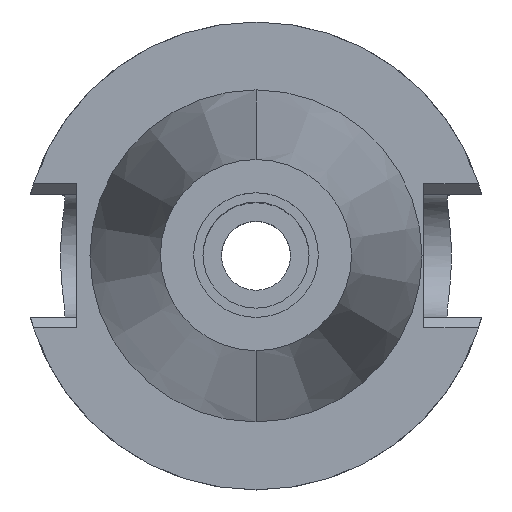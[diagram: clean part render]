
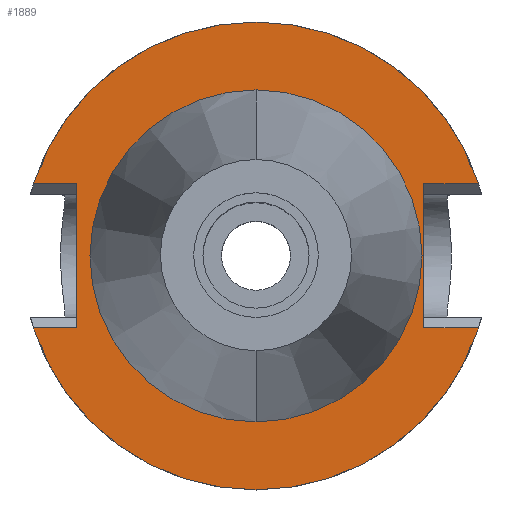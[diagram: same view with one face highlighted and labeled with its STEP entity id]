
A CAD part, top view. The second image highlights one B-rep face of the part: STEP entity #1889.
In plain terms, the highlighted planar face has unit normal (0, 0, 1).
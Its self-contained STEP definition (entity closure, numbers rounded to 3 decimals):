
#94=DIRECTION('',(0.,-1.,0.));
#95=VECTOR('',#94,30.31);
#96=CARTESIAN_POINT('',(35.27,15.155,-1.5));
#97=LINE('',#96,#95);
#101=DIRECTION('',(1.,0.,0.));
#102=VECTOR('',#101,11.551);
#103=CARTESIAN_POINT('',(35.27,-15.155,-1.5));
#104=LINE('',#103,#102);
#108=CARTESIAN_POINT('',(0.,0.,-1.5));
#109=DIRECTION('',(0.,0.,-1.));
#110=DIRECTION('',(0.951,-0.308,0.));
#111=AXIS2_PLACEMENT_3D('',#108,#109,#110);
#116=CARTESIAN_POINT('',(0.,0.,-1.5));
#117=DIRECTION('',(0.,0.,-1.));
#118=DIRECTION('',(0.,-1.,0.));
#119=AXIS2_PLACEMENT_3D('',#116,#117,#118);
#124=DIRECTION('',(0.,1.,0.));
#125=VECTOR('',#124,30.31);
#126=CARTESIAN_POINT('',(-37.68,-15.155,-1.5));
#127=LINE('',#126,#125);
#131=DIRECTION('',(-1.,0.,0.));
#132=VECTOR('',#131,9.141);
#133=CARTESIAN_POINT('',(-37.68,15.155,-1.5));
#134=LINE('',#133,#132);
#138=CARTESIAN_POINT('',(0.,0.,-1.5));
#139=DIRECTION('',(0.,0.,-1.));
#140=DIRECTION('',(-0.951,0.308,0.));
#141=AXIS2_PLACEMENT_3D('',#138,#139,#140);
#146=CARTESIAN_POINT('',(0.,0.,-1.5));
#147=DIRECTION('',(0.,0.,-1.));
#148=DIRECTION('',(0.,1.,0.));
#149=AXIS2_PLACEMENT_3D('',#146,#147,#148);
#154=CARTESIAN_POINT('',(0.,0.,-1.5));
#155=DIRECTION('',(0.,0.,1.));
#156=DIRECTION('',(0.,-1.,0.));
#157=AXIS2_PLACEMENT_3D('',#154,#155,#156);
#162=CARTESIAN_POINT('',(0.,0.,-1.5));
#163=DIRECTION('',(0.,0.,1.));
#164=DIRECTION('',(0.,1.,0.));
#165=AXIS2_PLACEMENT_3D('',#162,#163,#164);
#221=DIRECTION('',(1.,0.,0.));
#222=VECTOR('',#221,11.551);
#223=CARTESIAN_POINT('',(35.27,15.155,-1.5));
#224=LINE('',#223,#222);
#715=DIRECTION('',(-1.,0.,0.));
#716=VECTOR('',#715,9.141);
#717=CARTESIAN_POINT('',(-37.68,-15.155,-1.5));
#718=LINE('',#717,#716);
#1693=CARTESIAN_POINT('',(-37.68,-15.155,-1.5));
#1694=CARTESIAN_POINT('',(-37.68,15.155,-1.5));
#1695=VERTEX_POINT('',#1693);
#1696=VERTEX_POINT('',#1694);
#1703=CARTESIAN_POINT('',(35.27,15.155,-1.5));
#1704=CARTESIAN_POINT('',(35.27,-15.155,-1.5));
#1705=VERTEX_POINT('',#1703);
#1706=VERTEX_POINT('',#1704);
#1707=CARTESIAN_POINT('',(46.821,-15.155,-1.5));
#1708=VERTEX_POINT('',#1707);
#1709=CARTESIAN_POINT('',(0.,-49.213,-1.5));
#1710=CARTESIAN_POINT('',(-46.821,-15.155,-1.5));
#1711=VERTEX_POINT('',#1709);
#1712=VERTEX_POINT('',#1710);
#1713=CARTESIAN_POINT('',(-46.821,15.155,-1.5));
#1714=VERTEX_POINT('',#1713);
#1715=CARTESIAN_POINT('',(0.,49.213,-1.5));
#1716=CARTESIAN_POINT('',(46.821,15.155,-1.5));
#1717=VERTEX_POINT('',#1715);
#1718=VERTEX_POINT('',#1716);
#1719=CARTESIAN_POINT('',(0.,-34.925,-1.5));
#1720=CARTESIAN_POINT('',(0.,34.925,-1.5));
#1721=VERTEX_POINT('',#1719);
#1722=VERTEX_POINT('',#1720);
#1858=CARTESIAN_POINT('',(0.,0.,-1.5));
#1859=DIRECTION('',(0.,0.,-1.));
#1860=DIRECTION('',(0.,-1.,0.));
#1861=AXIS2_PLACEMENT_3D('',#1858,#1859,#1860);
#1862=PLANE('',#1861);
#1864=ORIENTED_EDGE('',*,*,#1863,.T.);
#1866=ORIENTED_EDGE('',*,*,#1865,.T.);
#1868=ORIENTED_EDGE('',*,*,#1867,.T.);
#1870=ORIENTED_EDGE('',*,*,#1869,.T.);
#1872=ORIENTED_EDGE('',*,*,#1871,.F.);
#1874=ORIENTED_EDGE('',*,*,#1873,.T.);
#1876=ORIENTED_EDGE('',*,*,#1875,.T.);
#1878=ORIENTED_EDGE('',*,*,#1877,.T.);
#1880=ORIENTED_EDGE('',*,*,#1879,.T.);
#1882=ORIENTED_EDGE('',*,*,#1881,.F.);
#1883=EDGE_LOOP('',(#1864,#1866,#1868,#1870,#1872,#1874,#1876,#1878,#1880,
#1882));
#1884=FACE_OUTER_BOUND('',#1883,.F.);
#1885=ORIENTED_EDGE('',*,*,#1837,.T.);
#1886=ORIENTED_EDGE('',*,*,#1853,.T.);
#1887=EDGE_LOOP('',(#1885,#1886));
#1888=FACE_BOUND('',#1887,.F.);
#112=CIRCLE('',#111,49.213);
#120=CIRCLE('',#119,49.213);
#142=CIRCLE('',#141,49.213);
#150=CIRCLE('',#149,49.213);
#158=CIRCLE('',#157,34.925);
#166=CIRCLE('',#165,34.925);
#1837=EDGE_CURVE('',#1721,#1722,#158,.T.);
#1853=EDGE_CURVE('',#1722,#1721,#166,.T.);
#1863=EDGE_CURVE('',#1705,#1706,#97,.T.);
#1865=EDGE_CURVE('',#1706,#1708,#104,.T.);
#1867=EDGE_CURVE('',#1708,#1711,#112,.T.);
#1869=EDGE_CURVE('',#1711,#1712,#120,.T.);
#1871=EDGE_CURVE('',#1695,#1712,#718,.T.);
#1873=EDGE_CURVE('',#1695,#1696,#127,.T.);
#1875=EDGE_CURVE('',#1696,#1714,#134,.T.);
#1877=EDGE_CURVE('',#1714,#1717,#142,.T.);
#1879=EDGE_CURVE('',#1717,#1718,#150,.T.);
#1881=EDGE_CURVE('',#1705,#1718,#224,.T.);
#1889=ADVANCED_FACE('',(#1884,#1888),#1862,.F.);
